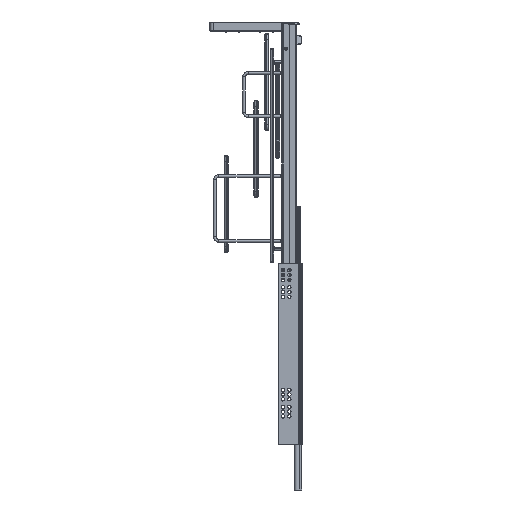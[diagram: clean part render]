
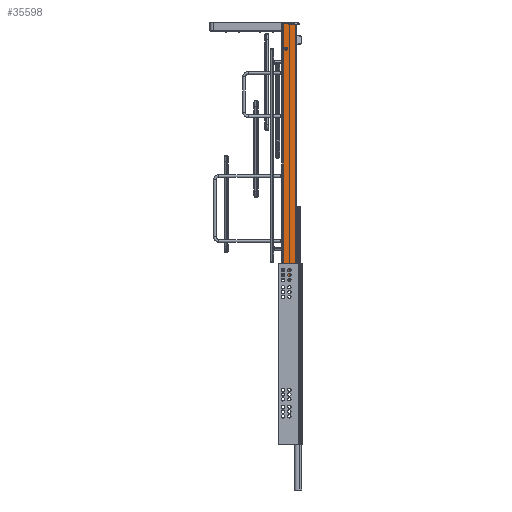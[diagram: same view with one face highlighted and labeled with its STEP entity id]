
A CAD part, left-side view. The second image highlights one B-rep face of the part: STEP entity #35598.
In plain terms, the highlighted planar face has unit normal (-1, 0, 0).
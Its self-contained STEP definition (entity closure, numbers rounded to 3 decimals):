
#97 = DIRECTION ( 'NONE',  ( 1., 0., 0. ) ) ;
#133 = CARTESIAN_POINT ( 'NONE',  ( -4.2, -476.53, 24. ) ) ;
#452 = CARTESIAN_POINT ( 'NONE',  ( -4.2, -49.03, 8.85 ) ) ;
#1149 = CARTESIAN_POINT ( 'NONE',  ( -4.2, -481.53, 1.5 ) ) ;
#1369 = DIRECTION ( 'NONE',  ( -1., 0., 0. ) ) ;
#1691 = CARTESIAN_POINT ( 'NONE',  ( -4.2, -49.03, 6.1 ) ) ;
#1842 = DIRECTION ( 'NONE',  ( -1., 0., 0. ) ) ;
#2595 = AXIS2_PLACEMENT_3D ( 'NONE', #11648, #97, #7767 ) ;
#4001 = VERTEX_POINT ( 'NONE', #35092 ) ;
#4305 = CARTESIAN_POINT ( 'NONE',  ( -4.2, -2.03, 19. ) ) ;
#4342 = EDGE_CURVE ( 'NONE', #29235, #19947, #31639, .T. ) ;
#5821 = DIRECTION ( 'NONE',  ( 0., 0., 1. ) ) ;
#6608 = LINE ( 'NONE', #41663, #41152 ) ;
#7719 = EDGE_CURVE ( 'NONE', #14479, #43838, #6608, .T. ) ;
#7767 = DIRECTION ( 'NONE',  ( 0., 1., 0. ) ) ;
#7915 = CARTESIAN_POINT ( 'NONE',  ( -4.2, -7.03, 19. ) ) ;
#8525 = DIRECTION ( 'NONE',  ( -1., 0., 0. ) ) ;
#9213 = CIRCLE ( 'NONE', #25078, 2.75 ) ;
#9247 = FACE_BOUND ( 'NONE', #29777, .T. ) ;
#9375 = DIRECTION ( 'NONE',  ( 0., 0., -1. ) ) ;
#10265 = ORIENTED_EDGE ( 'NONE', *, *, #25548, .T. ) ;
#10606 = VECTOR ( 'NONE', #28428, 1000. ) ;
#10989 = ORIENTED_EDGE ( 'NONE', *, *, #13684, .F. ) ;
#11366 = CIRCLE ( 'NONE', #23614, 5. ) ;
#11648 = CARTESIAN_POINT ( 'NONE',  ( -4.2, -2.03, 12.75 ) ) ;
#12241 = DIRECTION ( 'NONE',  ( 0., 0., 1. ) ) ;
#12338 = ORIENTED_EDGE ( 'NONE', *, *, #44396, .F. ) ;
#13684 = EDGE_CURVE ( 'NONE', #44543, #4001, #22370, .T. ) ;
#14342 = PLANE ( 'NONE',  #2595 ) ;
#14356 = CARTESIAN_POINT ( 'NONE',  ( -4.2, -7.03, 24. ) ) ;
#14479 = VERTEX_POINT ( 'NONE', #1149 ) ;
#14540 = EDGE_LOOP ( 'NONE', ( #10265, #30400, #30921, #12338, #30162, #17994 ) ) ;
#14671 = CARTESIAN_POINT ( 'NONE',  ( -4.2, -476.53, 24. ) ) ;
#14822 = CARTESIAN_POINT ( 'NONE',  ( -4.2, -470.78, 8.85 ) ) ;
#16999 = LINE ( 'NONE', #14671, #49122 ) ;
#17994 = ORIENTED_EDGE ( 'NONE', *, *, #7719, .T. ) ;
#18866 = DIRECTION ( 'NONE',  ( 0., 0., 1. ) ) ;
#18965 = ORIENTED_EDGE ( 'NONE', *, *, #4342, .F. ) ;
#19420 = DIRECTION ( 'NONE',  ( -1., 0., 0. ) ) ;
#19836 = CARTESIAN_POINT ( 'NONE',  ( -4.2, -2.03, 1.5 ) ) ;
#19947 = VERTEX_POINT ( 'NONE', #452 ) ;
#20130 = AXIS2_PLACEMENT_3D ( 'NONE', #44660, #33522, #22352 ) ;
#21361 = AXIS2_PLACEMENT_3D ( 'NONE', #7915, #34415, #26766 ) ;
#21760 = FACE_BOUND ( 'NONE', #48327, .T. ) ;
#22352 = DIRECTION ( 'NONE',  ( 0., 0., -1. ) ) ;
#22370 = CIRCLE ( 'NONE', #31311, 2.75 ) ;
#23614 = AXIS2_PLACEMENT_3D ( 'NONE', #42378, #19420, #30795 ) ;
#24697 = CARTESIAN_POINT ( 'NONE',  ( -4.2, -470.78, 6.1 ) ) ;
#25078 = AXIS2_PLACEMENT_3D ( 'NONE', #24697, #1842, #5821 ) ;
#25514 = LINE ( 'NONE', #19836, #27922 ) ;
#25548 = EDGE_CURVE ( 'NONE', #43838, #41155, #11366, .T. ) ;
#25973 = DIRECTION ( 'NONE',  ( 0., 1., 0. ) ) ;
#26766 = DIRECTION ( 'NONE',  ( 0., 0.707, 0.707 ) ) ;
#27645 = CARTESIAN_POINT ( 'NONE',  ( -4.2, -481.53, 19. ) ) ;
#27922 = VECTOR ( 'NONE', #38480, 1000. ) ;
#28428 = DIRECTION ( 'NONE',  ( 0., 1., 0. ) ) ;
#29235 = VERTEX_POINT ( 'NONE', #32099 ) ;
#29777 = EDGE_LOOP ( 'NONE', ( #48714, #18965 ) ) ;
#30068 = CIRCLE ( 'NONE', #21361, 5. ) ;
#30162 = ORIENTED_EDGE ( 'NONE', *, *, #40318, .F. ) ;
#30400 = ORIENTED_EDGE ( 'NONE', *, *, #35520, .T. ) ;
#30726 = CARTESIAN_POINT ( 'NONE',  ( -4.2, -470.78, 6.1 ) ) ;
#30795 = DIRECTION ( 'NONE',  ( 0., -0.707, 0.707 ) ) ;
#30921 = ORIENTED_EDGE ( 'NONE', *, *, #33061, .T. ) ;
#31311 = AXIS2_PLACEMENT_3D ( 'NONE', #30726, #8525, #12241 ) ;
#31639 = CIRCLE ( 'NONE', #20130, 2.75 ) ;
#32099 = CARTESIAN_POINT ( 'NONE',  ( -4.2, -49.03, 3.35 ) ) ;
#32593 = VERTEX_POINT ( 'NONE', #14356 ) ;
#33061 = EDGE_CURVE ( 'NONE', #32593, #39560, #30068, .T. ) ;
#33522 = DIRECTION ( 'NONE',  ( -1., 0., 0. ) ) ;
#34415 = DIRECTION ( 'NONE',  ( -1., 0., 0. ) ) ;
#35092 = CARTESIAN_POINT ( 'NONE',  ( -4.2, -470.78, 3.35 ) ) ;
#35520 = EDGE_CURVE ( 'NONE', #41155, #32593, #16999, .T. ) ;
#35598 = ADVANCED_FACE ( 'NONE', ( #36033, #21760, #9247 ), #14342, .F. ) ;
#36033 = FACE_OUTER_BOUND ( 'NONE', #14540, .T. ) ;
#38480 = DIRECTION ( 'NONE',  ( 0., 0., 1. ) ) ;
#38488 = EDGE_CURVE ( 'NONE', #19947, #29235, #43447, .T. ) ;
#39560 = VERTEX_POINT ( 'NONE', #4305 ) ;
#40318 = EDGE_CURVE ( 'NONE', #14479, #48202, #43879, .T. ) ;
#40955 = EDGE_CURVE ( 'NONE', #4001, #44543, #9213, .T. ) ;
#41152 = VECTOR ( 'NONE', #18866, 1000. ) ;
#41155 = VERTEX_POINT ( 'NONE', #133 ) ;
#41663 = CARTESIAN_POINT ( 'NONE',  ( -4.2, -481.53, 1.5 ) ) ;
#42378 = CARTESIAN_POINT ( 'NONE',  ( -4.2, -476.53, 19. ) ) ;
#42922 = AXIS2_PLACEMENT_3D ( 'NONE', #1691, #1369, #9375 ) ;
#43447 = CIRCLE ( 'NONE', #42922, 2.75 ) ;
#43539 = CARTESIAN_POINT ( 'NONE',  ( -4.2, -481.53, 1.5 ) ) ;
#43838 = VERTEX_POINT ( 'NONE', #27645 ) ;
#43879 = LINE ( 'NONE', #43539, #10606 ) ;
#44396 = EDGE_CURVE ( 'NONE', #48202, #39560, #25514, .T. ) ;
#44543 = VERTEX_POINT ( 'NONE', #14822 ) ;
#44660 = CARTESIAN_POINT ( 'NONE',  ( -4.2, -49.03, 6.1 ) ) ;
#45351 = CARTESIAN_POINT ( 'NONE',  ( -4.2, -2.03, 1.5 ) ) ;
#47351 = ORIENTED_EDGE ( 'NONE', *, *, #40955, .F. ) ;
#48202 = VERTEX_POINT ( 'NONE', #45351 ) ;
#48327 = EDGE_LOOP ( 'NONE', ( #47351, #10989 ) ) ;
#48714 = ORIENTED_EDGE ( 'NONE', *, *, #38488, .F. ) ;
#49122 = VECTOR ( 'NONE', #25973, 1000. ) ;
